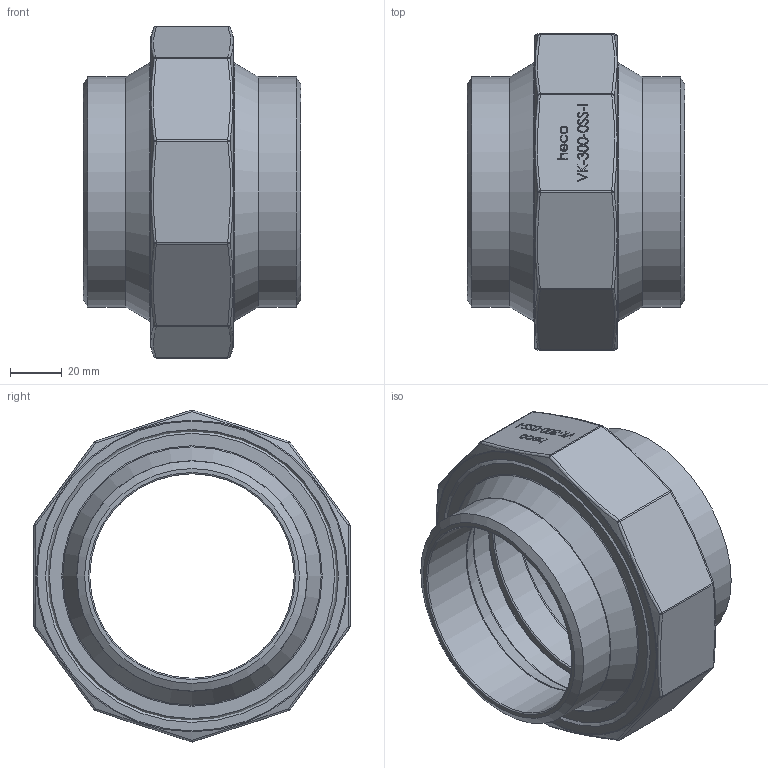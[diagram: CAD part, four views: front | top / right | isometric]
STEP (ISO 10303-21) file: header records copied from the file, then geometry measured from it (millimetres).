
FILE_DESCRIPTION (( 'STEP AP214' ), '1' );
FILE_NAME ('VK-300-0SS-I Verschraubung konisch 2202.STEP', '2022-02-11T11:11:16', ( '' ), ( '' ), 'SwSTEP 2.0', 'SolidWorks 2019', '' );
FILE_SCHEMA (( 'AUTOMOTIVE_DESIGN' ));
Length unit declared in the file: millimetre
Products named in the file (1): VK-300-0SS-I Verschraubung konisch 2202
Bounding box: 84 x 122 x 128.18 mm (x, y, z)
Volume: 272303.5 mm3; surface area: 92169.6 mm2
Topology: 3 solids, 3 shells, 302 faces, 732 edges, 455 vertices
Faces by surface type: bspline 126, plane 97, torus 25, cylinder 21, sphere 20, cone 13
Full cylindrical faces by diameter (mm): 78.9 x2, 88.5 x2, 88.9 x2, 104 x1, 105 x1, 109 x1, 110.07 x1, 113.03 x1
Entity records: 18194 total; most frequent: CARTESIAN_POINT 8909, ORIENTED_EDGE 1320, DIRECTION 882, EDGE_CURVE 660, VERTEX_POINT 440, EDGE_LOOP 384, FACE_OUTER_BOUND 338, UNCERTAINTY_MEASURE_WITH_UNIT 307
